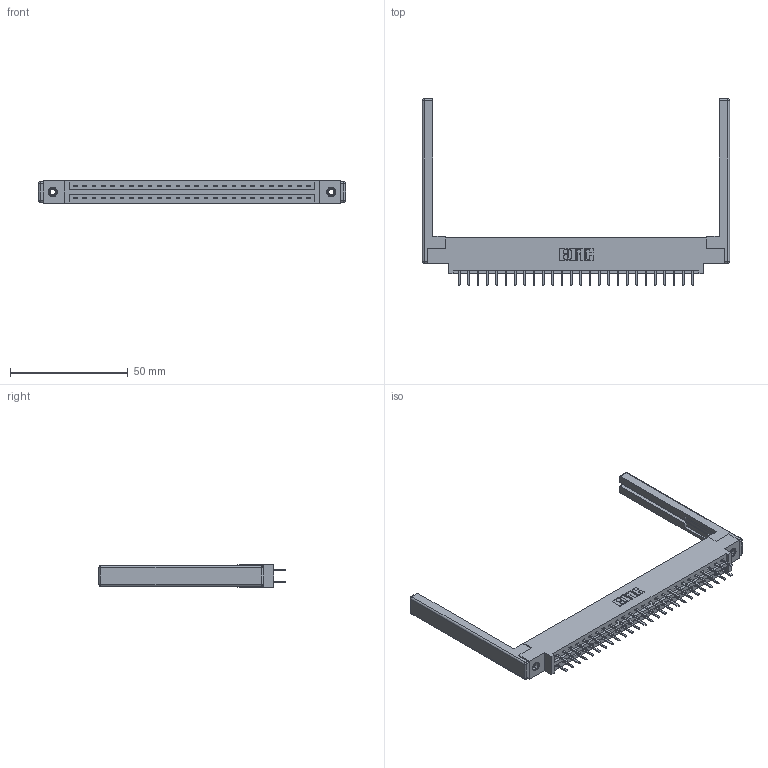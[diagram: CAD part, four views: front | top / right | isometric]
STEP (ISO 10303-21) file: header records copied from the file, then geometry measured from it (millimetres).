
FILE_DESCRIPTION (( 'STEP AP203' ), '1' );
FILE_NAME ('337-052-520-868.STEP', '2019-10-11T18:02:57', ( '' ), ( '' ), 'SwSTEP 2.0', 'SolidWorks 2016', '' );
FILE_SCHEMA (( 'CONFIG_CONTROL_DESIGN' ));
Length unit declared in the file: inch
Products named in the file (5): 337 Part_0.170 Offset - 0.156 Dia-TI; 345-250-001_345-250-001-102; 345-292-001_345-293-120; 337-052-520-868; 307-220-068
Assembly tree (57 placements, depth 2):
  337-052-520-868
    337 Part_0.170 Offset - 0.156 Dia-TI
    345-292-001_345-293-120  x52
    345-250-001_345-250-001-102  x2
    307-220-068  x2
Bounding box: 130.45 x 79.08 x 9.4 mm (x, y, z)
Volume: 17779.8 mm3; surface area: 19064.6 mm2
Topology: 57 solids, 57 shells, 3288 faces, 9501 edges, 6174 vertices
Faces by surface type: plane 2242, cylinder 1022, cone 12, sphere 8, torus 4
Entity records: 25234 total; most frequent: CARTESIAN_POINT 4243, ORIENTED_EDGE 4156, DIRECTION 3696, EDGE_CURVE 2078, VECTOR 1896, LINE 1896, VERTEX_POINT 1374, AXIS2_PLACEMENT_3D 900
